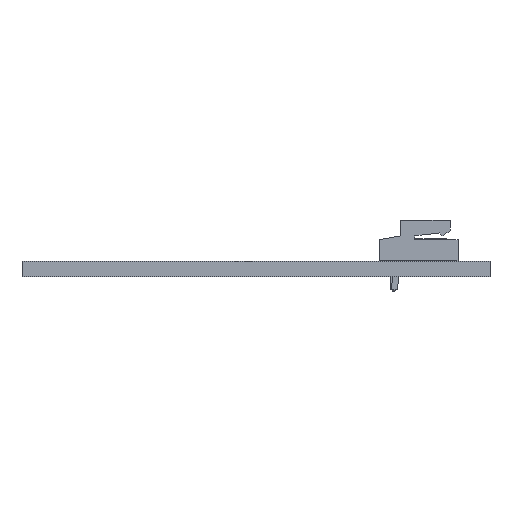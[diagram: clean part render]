
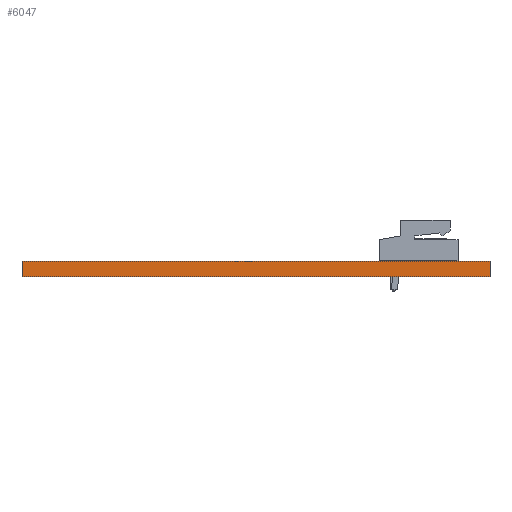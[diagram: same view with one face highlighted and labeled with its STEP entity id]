
A CAD part, front view. The second image highlights one B-rep face of the part: STEP entity #6047.
In plain terms, the highlighted planar face has unit normal (0, -1, 0).
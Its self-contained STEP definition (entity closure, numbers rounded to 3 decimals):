
#4685 = VERTEX_POINT('',#4686);
#4686 = CARTESIAN_POINT('',(178.75,-131.75,1.6));
#4692 = EDGE_CURVE('',#4693,#4685,#4695,.T.);
#4693 = VERTEX_POINT('',#4694);
#4694 = CARTESIAN_POINT('',(178.75,-131.75,0.));
#4695 = LINE('',#4696,#4697);
#4696 = CARTESIAN_POINT('',(178.75,-131.75,0.));
#4697 = VECTOR('',#4698,1.);
#4698 = DIRECTION('',(0.,0.,1.));
#4725 = VERTEX_POINT('',#4726);
#4726 = CARTESIAN_POINT('',(130.,-131.75,0.));
#4732 = EDGE_CURVE('',#4693,#4725,#4733,.T.);
#4733 = LINE('',#4734,#4735);
#4734 = CARTESIAN_POINT('',(178.75,-131.75,0.));
#4735 = VECTOR('',#4736,1.);
#4736 = DIRECTION('',(-1.,0.,0.));
#5385 = VERTEX_POINT('',#5386);
#5386 = CARTESIAN_POINT('',(130.,-131.75,1.6));
#5392 = EDGE_CURVE('',#4685,#5385,#5393,.T.);
#5393 = LINE('',#5394,#5395);
#5394 = CARTESIAN_POINT('',(178.75,-131.75,1.6));
#5395 = VECTOR('',#5396,1.);
#5396 = DIRECTION('',(-1.,0.,0.));
#6047 = ADVANCED_FACE('',(#6048),#6059,.T.);
#6048 = FACE_BOUND('',#6049,.T.);
#6049 = EDGE_LOOP('',(#6050,#6051,#6052,#6058));
#6050 = ORIENTED_EDGE('',*,*,#4692,.T.);
#6051 = ORIENTED_EDGE('',*,*,#5392,.T.);
#6052 = ORIENTED_EDGE('',*,*,#6053,.F.);
#6053 = EDGE_CURVE('',#4725,#5385,#6054,.T.);
#6054 = LINE('',#6055,#6056);
#6055 = CARTESIAN_POINT('',(130.,-131.75,0.));
#6056 = VECTOR('',#6057,1.);
#6057 = DIRECTION('',(0.,0.,1.));
#6058 = ORIENTED_EDGE('',*,*,#4732,.F.);
#6059 = PLANE('',#6060);
#6060 = AXIS2_PLACEMENT_3D('',#6061,#6062,#6063);
#6061 = CARTESIAN_POINT('',(178.75,-131.75,0.));
#6062 = DIRECTION('',(0.,-1.,0.));
#6063 = DIRECTION('',(-1.,0.,0.));
